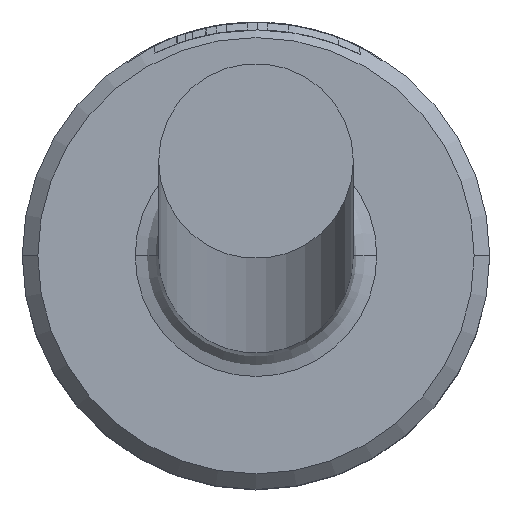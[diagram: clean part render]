
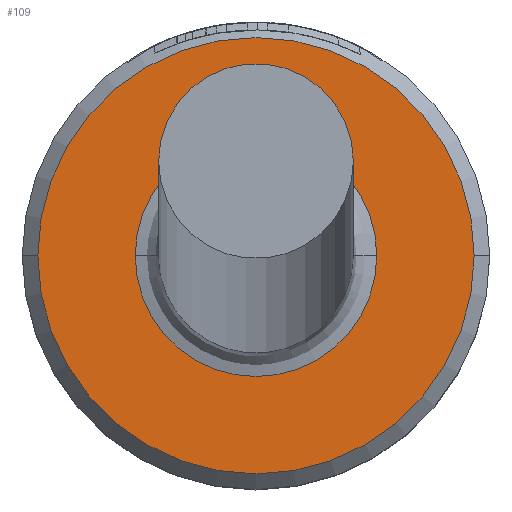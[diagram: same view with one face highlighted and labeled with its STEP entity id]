
A CAD part, top view. The second image highlights one B-rep face of the part: STEP entity #109.
In plain terms, the highlighted planar face has unit normal (0, 0, 1).
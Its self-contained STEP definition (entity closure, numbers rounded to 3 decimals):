
#21 = VERTEX_POINT ( 'NONE', #1044 ) ;
#37 = CIRCLE ( 'NONE', #384, 2.8 ) ;
#87 = CARTESIAN_POINT ( 'NONE',  ( 2.8, 0., 4. ) ) ;
#91 = CIRCLE ( 'NONE', #1064, 1.55 ) ;
#109 = ADVANCED_FACE ( 'NONE', ( #229, #227 ), #1041, .T. ) ;
#149 = CARTESIAN_POINT ( 'NONE',  ( 0., 0., 4. ) ) ;
#166 = DIRECTION ( 'NONE',  ( 0., 0., -1. ) ) ;
#227 = FACE_BOUND ( 'NONE', #948, .T. ) ;
#229 = FACE_OUTER_BOUND ( 'NONE', #1032, .T. ) ;
#236 = VERTEX_POINT ( 'NONE', #953 ) ;
#242 = DIRECTION ( 'NONE',  ( -1., 0., 0. ) ) ;
#289 = ORIENTED_EDGE ( 'NONE', *, *, #734, .T. ) ;
#346 = VERTEX_POINT ( 'NONE', #942 ) ;
#350 = CARTESIAN_POINT ( 'NONE',  ( 0., 0., 4. ) ) ;
#384 = AXIS2_PLACEMENT_3D ( 'NONE', #423, #1042, #525 ) ;
#400 = EDGE_CURVE ( 'NONE', #593, #21, #37, .T. ) ;
#423 = CARTESIAN_POINT ( 'NONE',  ( 0., 0., 4. ) ) ;
#442 = DIRECTION ( 'NONE',  ( 1., 0., 0. ) ) ;
#497 = EDGE_CURVE ( 'NONE', #21, #593, #869, .T. ) ;
#525 = DIRECTION ( 'NONE',  ( 1., 0., 0. ) ) ;
#557 = EDGE_CURVE ( 'NONE', #236, #346, #1017, .T. ) ;
#576 = ORIENTED_EDGE ( 'NONE', *, *, #400, .T. ) ;
#593 = VERTEX_POINT ( 'NONE', #87 ) ;
#707 = AXIS2_PLACEMENT_3D ( 'NONE', #864, #946, #780 ) ;
#716 = CARTESIAN_POINT ( 'NONE',  ( 0., 0., 4. ) ) ;
#734 = EDGE_CURVE ( 'NONE', #346, #236, #91, .T. ) ;
#780 = DIRECTION ( 'NONE',  ( 1., 0., 0. ) ) ;
#793 = DIRECTION ( 'NONE',  ( 0., 0., -1. ) ) ;
#803 = DIRECTION ( 'NONE',  ( -1., 0., 0. ) ) ;
#864 = CARTESIAN_POINT ( 'NONE',  ( 0., 0., 4. ) ) ;
#869 = CIRCLE ( 'NONE', #975, 2.8 ) ;
#923 = ORIENTED_EDGE ( 'NONE', *, *, #497, .T. ) ;
#942 = CARTESIAN_POINT ( 'NONE',  ( -1.55, 0., 4. ) ) ;
#946 = DIRECTION ( 'NONE',  ( 0., 0., 1. ) ) ;
#948 = EDGE_LOOP ( 'NONE', ( #289, #1031 ) ) ;
#953 = CARTESIAN_POINT ( 'NONE',  ( 1.55, 0., 4. ) ) ;
#968 = DIRECTION ( 'NONE',  ( 0., 0., 1. ) ) ;
#975 = AXIS2_PLACEMENT_3D ( 'NONE', #350, #968, #442 ) ;
#1017 = CIRCLE ( 'NONE', #1092, 1.55 ) ;
#1031 = ORIENTED_EDGE ( 'NONE', *, *, #557, .T. ) ;
#1032 = EDGE_LOOP ( 'NONE', ( #923, #576 ) ) ;
#1041 = PLANE ( 'NONE',  #707 ) ;
#1042 = DIRECTION ( 'NONE',  ( 0., 0., 1. ) ) ;
#1044 = CARTESIAN_POINT ( 'NONE',  ( -2.8, 0., 4. ) ) ;
#1064 = AXIS2_PLACEMENT_3D ( 'NONE', #149, #793, #242 ) ;
#1092 = AXIS2_PLACEMENT_3D ( 'NONE', #716, #166, #803 ) ;
